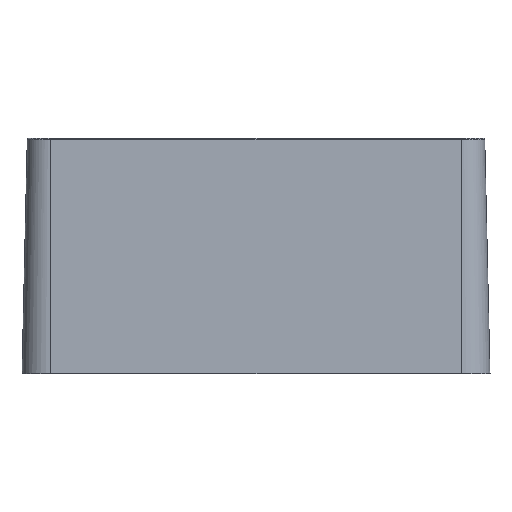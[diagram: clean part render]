
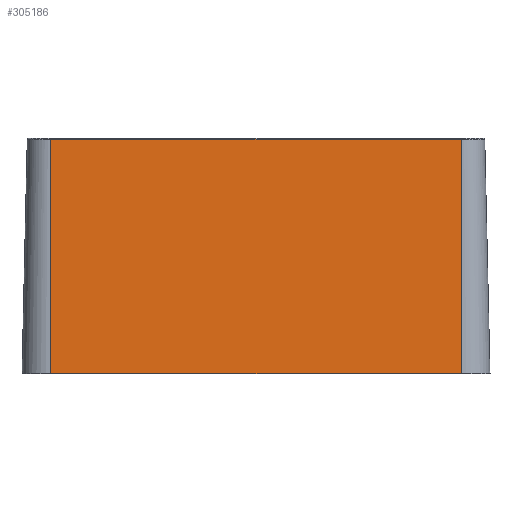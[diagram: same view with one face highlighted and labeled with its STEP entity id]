
A CAD part, left-side view. The second image highlights one B-rep face of the part: STEP entity #305186.
In plain terms, the highlighted free-form (B-spline) face has degree [5, 1] with [6, 2] control points.
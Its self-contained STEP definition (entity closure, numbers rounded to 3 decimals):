
#294009=CARTESIAN_POINT('Vertex',(-62.011,-47.699,-36.462)) ;
#294012=CARTESIAN_POINT('Line Origine',(-62.011,-8.699,-36.462)) ;
#294016=CARTESIAN_POINT('Vertex',(-62.011,30.301,-36.462)) ;
#305109=CARTESIAN_POINT('Control Point',(-62.011,30.301,-36.462)) ;
#305110=CARTESIAN_POINT('Control Point',(-61.812,30.301,-27.541)) ;
#305111=CARTESIAN_POINT('Control Point',(-61.613,30.301,-18.62)) ;
#305112=CARTESIAN_POINT('Control Point',(-61.414,30.301,-9.699)) ;
#305113=CARTESIAN_POINT('Control Point',(-61.215,30.301,-0.778)) ;
#305114=CARTESIAN_POINT('Control Point',(-61.016,30.301,8.143)) ;
#305115=CARTESIAN_POINT('Vertex',(-61.016,30.301,8.143)) ;
#305150=CARTESIAN_POINT('Control Point',(-62.011,30.301,-36.462)) ;
#305151=CARTESIAN_POINT('Control Point',(-61.011,30.301,8.338)) ;
#305152=CARTESIAN_POINT('Control Point',(-62.011,13.938,-36.462)) ;
#305153=CARTESIAN_POINT('Control Point',(-61.011,15.503,8.338)) ;
#305154=CARTESIAN_POINT('Control Point',(-62.011,-0.36,-36.462)) ;
#305155=CARTESIAN_POINT('Control Point',(-61.011,-1.494,8.338)) ;
#305156=CARTESIAN_POINT('Control Point',(-62.011,-17.038,-36.462)) ;
#305157=CARTESIAN_POINT('Control Point',(-61.011,-15.903,8.338)) ;
#305158=CARTESIAN_POINT('Control Point',(-62.011,-31.336,-36.462)) ;
#305159=CARTESIAN_POINT('Control Point',(-61.011,-32.901,8.338)) ;
#305160=CARTESIAN_POINT('Control Point',(-62.011,-47.699,-36.462)) ;
#305161=CARTESIAN_POINT('Control Point',(-61.011,-47.699,8.338)) ;
#305163=CARTESIAN_POINT('Control Point',(-62.011,-47.699,-36.462)) ;
#305164=CARTESIAN_POINT('Control Point',(-61.812,-47.699,-27.541)) ;
#305165=CARTESIAN_POINT('Control Point',(-61.613,-47.699,-18.62)) ;
#305166=CARTESIAN_POINT('Control Point',(-61.414,-47.699,-9.699)) ;
#305167=CARTESIAN_POINT('Control Point',(-61.215,-47.699,-0.778)) ;
#305168=CARTESIAN_POINT('Control Point',(-61.016,-47.699,8.143)) ;
#305169=CARTESIAN_POINT('Vertex',(-61.016,-47.699,8.143)) ;
#305173=CARTESIAN_POINT('Control Point',(-61.016,30.301,8.143)) ;
#305174=CARTESIAN_POINT('Control Point',(-61.016,15.497,8.143)) ;
#305175=CARTESIAN_POINT('Control Point',(-61.016,-1.489,8.143)) ;
#305176=CARTESIAN_POINT('Control Point',(-61.016,-15.908,8.143)) ;
#305177=CARTESIAN_POINT('Control Point',(-61.016,-32.894,8.143)) ;
#305178=CARTESIAN_POINT('Control Point',(-61.016,-47.699,8.143)) ;
#294013=DIRECTION('Vector Direction',(0.,1.,0.)) ;
#294014=VECTOR('Line Direction',#294013,1.) ;
#305181=ORIENTED_EDGE('',*,*,#305117,.F.) ;
#305182=ORIENTED_EDGE('',*,*,#294018,.F.) ;
#305183=ORIENTED_EDGE('',*,*,#305171,.T.) ;
#305184=ORIENTED_EDGE('',*,*,#305179,.T.) ;
#305186=ADVANCED_FACE('PartBody',(#305185),#305149,.T.) ;
#305108=B_SPLINE_CURVE_WITH_KNOTS('',5,(#305109,#305110,#305111,#305112,#305113,#305114),.UNSPECIFIED.,.F.,.U.,(6,6),(0.,44.616),.UNSPECIFIED.) ;
#305162=B_SPLINE_CURVE_WITH_KNOTS('',5,(#305163,#305164,#305165,#305166,#305167,#305168),.UNSPECIFIED.,.F.,.U.,(6,6),(0.,44.616),.UNSPECIFIED.) ;
#305172=B_SPLINE_CURVE_WITH_KNOTS('',5,(#305173,#305174,#305175,#305176,#305177,#305178),.UNSPECIFIED.,.F.,.U.,(6,6),(0.,78.),.UNSPECIFIED.) ;
#305149=B_SPLINE_SURFACE_WITH_KNOTS('',5,1,((#305150,#305151),(#305152,#305153),(#305154,#305155),(#305156,#305157),(#305158,#305159),(#305160,#305161)),.UNSPECIFIED.,.F.,.F.,.U.,(6,6),(2,2),(0.,78.),(0.,44.811),.UNSPECIFIED.) ;
#294018=EDGE_CURVE('',#294010,#294017,#294015,.T.) ;
#305117=EDGE_CURVE('',#294017,#305116,#305108,.T.) ;
#305171=EDGE_CURVE('',#294010,#305170,#305162,.T.) ;
#305179=EDGE_CURVE('',#305170,#305116,#305172,.F.) ;
#305180=EDGE_LOOP('',(#305181,#305182,#305183,#305184)) ;
#305185=FACE_OUTER_BOUND('',#305180,.T.) ;
#294015=LINE('Line',#294012,#294014) ;
#294010=VERTEX_POINT('',#294009) ;
#294017=VERTEX_POINT('',#294016) ;
#305116=VERTEX_POINT('',#305115) ;
#305170=VERTEX_POINT('',#305169) ;
